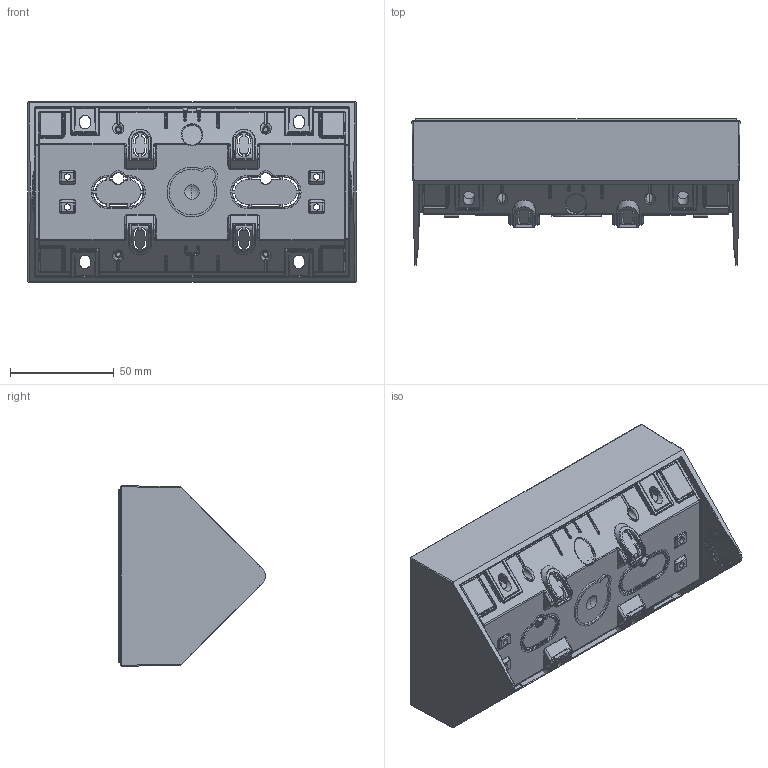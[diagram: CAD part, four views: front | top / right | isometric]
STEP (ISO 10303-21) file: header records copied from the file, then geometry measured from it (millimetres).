
FILE_DESCRIPTION((''),'2;1');
FILE_NAME('W1A2489_GEN','2024-12-17T15:58:29',('knorrj'),(''),'CREO PARAMETRIC BY PTC INC, 2023154','CREO PARAMETRIC BY PTC INC, 2023154','');
FILE_SCHEMA(('CONFIG_CONTROL_DESIGN','SHAPE_APPEARANCE_LAYERS_GROUPS'));
Products named in the file (1): W1A2489_GEN
Bounding box: 157.95 x 70.59 x 86.95 mm (x, y, z)
Volume: 100954.4 mm3; surface area: 93033.8 mm2
Topology: 1 solids, 1 shells, 3866 faces, 9634 edges, 5783 vertices
Faces by surface type: plane 1343, cylinder 1255, bspline 903, cone 153, sphere 109, extrusion 87, torus 16
Entity records: 208187 total; most frequent: CARTESIAN_POINT 124112, ORIENTED_EDGE 19260, DIRECTION 14668, EDGE_CURVE 9630, VERTEX_POINT 5783, VECTOR 5152, LINE 5065, AXIS2_PLACEMENT_3D 4758
